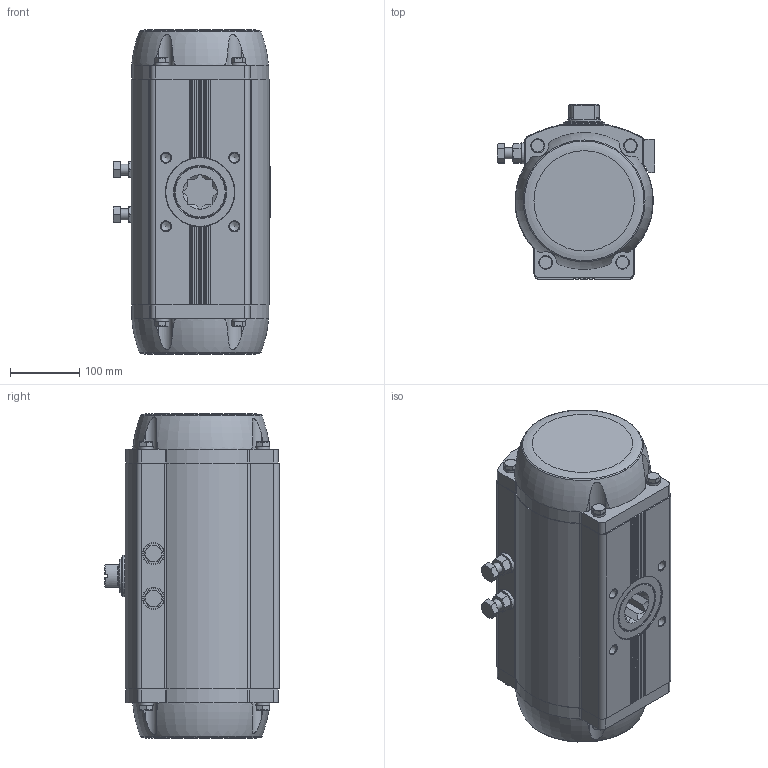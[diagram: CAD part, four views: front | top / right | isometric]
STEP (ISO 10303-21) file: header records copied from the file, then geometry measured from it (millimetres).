
FILE_DESCRIPTION(/* description */ ('STEP AP214'),/* implementation_level */ '2;1');
FILE_NAME(/* name */ '8065268_DFPD-900-RP-90-RS60-F14-R3-EP',/* time_stamp */ '2024-08-15T18:54:16+02:00',/* author */ ('License CC BY-ND 4.0'),/* organization */ ('CADENAS'),/* preprocessor_version */ 'ST-DEVELOPER v19.3',/* originating_system */ 'PARTsolutions',/* authorisation */ ' ');
FILE_SCHEMA (('AUTOMOTIVE_DESIGN {1 0 10303 214 3 1 1}'));
Length unit declared in the file: millimetre
Products named in the file (6): 8065268 DFPD-900-RP-90-RS60-F14-R3-EP---(0); 8042194 DFPD-900-90-RS-F14-------(housing); 8042194 DFPD-900(F14_0)---(shaft); 5235794 SCHEIBE 16.3X30X5-1.4301; 4952071 DFPD-900/1200; DIN 934 - M16(F)
Assembly tree (8 placements, depth 2):
  8065268 DFPD-900-RP-90-RS60-F14-R3-EP---(0)
    8042194 DFPD-900-90-RS-F14-------(housing)
    8042194 DFPD-900(F14_0)---(shaft)
    5235794 SCHEIBE 16.3X30X5-1.4301  x2
    4952071 DFPD-900/1200  x2
    DIN 934 - M16(F)  x2
Bounding box: 227.5 x 252.7 x 469.6 mm (x, y, z)
Volume: 16612782.3 mm3; surface area: 561983.7 mm2
Topology: 8 solids, 8 shells, 661 faces, 1609 edges, 1020 vertices
Faces by surface type: plane 296, cylinder 189, cone 131, torus 43, sphere 2
Full cylindrical faces by diameter (mm): 2.5 x2, 4.134 x8, 4.917 x1, 8.5 x2, 10 x2, 11.445 x2, 13.835 x8, 14 x2, 16 x2, 16.3 x2, 20 x8, 22.5 x4, 30 x2, 32 x2, 45.5 x1, 48 x2, 48.2 x1, 50.8 x1, 53 x1, 58.5 x1, 60 x2, 71.5 x2, 74.4 x1, 74.6 x1, 76.6 x1, 100 x1
Entity records: 18136 total; most frequent: CARTESIAN_POINT 4028, DIRECTION 2914, ORIENTED_EDGE 2708, EDGE_CURVE 1354, AXIS2_PLACEMENT_3D 1168, VERTEX_POINT 948, FACE_BOUND 836, EDGE_LOOP 823
